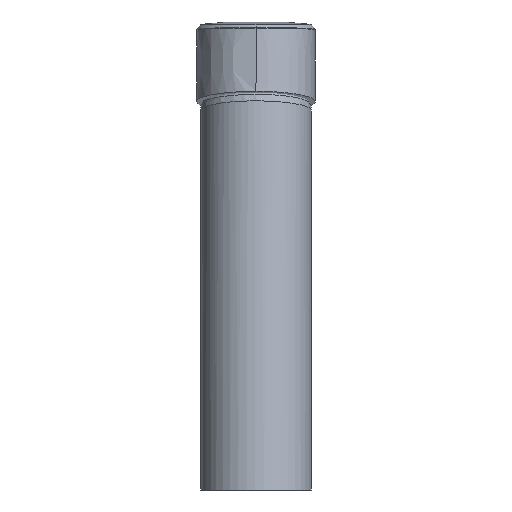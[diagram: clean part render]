
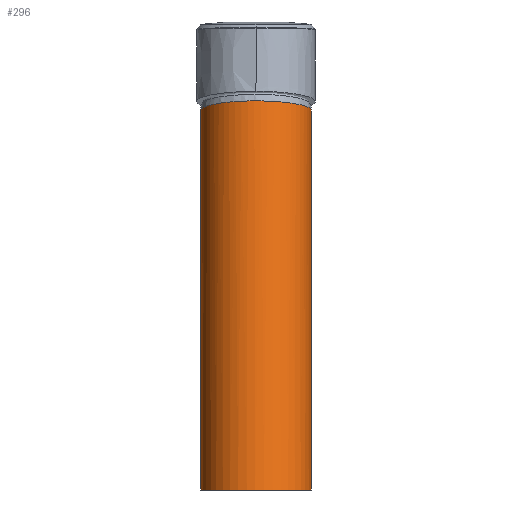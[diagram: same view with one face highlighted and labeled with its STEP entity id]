
A CAD part, left-side view. The second image highlights one B-rep face of the part: STEP entity #296.
In plain terms, the highlighted cylindrical face has radius 22.5 mm (diameter 45 mm), a full revolution.
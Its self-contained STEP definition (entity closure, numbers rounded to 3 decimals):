
#19=ELLIPSE('',#347,22.847,22.5);
#58=CYLINDRICAL_SURFACE('',#346,22.5);
#110=ORIENTED_EDGE('',*,*,#150,.T.);
#111=ORIENTED_EDGE('',*,*,#151,.F.);
#112=ORIENTED_EDGE('',*,*,#152,.T.);
#150=EDGE_CURVE('',#175,#175,#205,.T.);
#151=EDGE_CURVE('',#176,#176,#206,.F.);
#152=EDGE_CURVE('',#177,#177,#19,.F.);
#175=VERTEX_POINT('',#1417);
#176=VERTEX_POINT('',#1484);
#177=VERTEX_POINT('',#1486);
#205=B_SPLINE_CURVE_WITH_KNOTS('',3,(#1398,#1399,#1400,#1401,#1402,#1403,
#1404,#1405,#1406,#1407,#1408,#1409,#1410,#1411,#1412,#1413,#1414,#1415,
#1416),.UNSPECIFIED.,.T.,.F.,(1,1,1,1,1,1,1,1,1,1,1,1,1,1,1,1,1,1,1,1,1,
1,1),(-0.188,-0.125,-0.063,0.,0.063,0.125,0.188,0.25,0.313,0.375,0.438,
0.5,0.563,0.625,0.688,0.75,0.813,0.875,0.938,1.,1.063,1.125,1.188),
 .UNSPECIFIED.);
#206=B_SPLINE_CURVE_WITH_KNOTS('',3,(#1418,#1419,#1420,#1421,#1422,#1423,
#1424,#1425,#1426,#1427,#1428,#1429,#1430,#1431,#1432,#1433,#1434,#1435,
#1436,#1437,#1438,#1439,#1440,#1441,#1442,#1443,#1444,#1445,#1446,#1447,
#1448,#1449,#1450,#1451,#1452,#1453,#1454,#1455,#1456,#1457,#1458,#1459,
#1460,#1461,#1462,#1463,#1464,#1465,#1466,#1467,#1468,#1469,#1470,#1471,
#1472,#1473,#1474,#1475,#1476,#1477,#1478,#1479,#1480,#1481,#1482,#1483),
 .UNSPECIFIED.,.T.,.F.,(1,1,1,1,1,1,1,1,1,1,1,1,1,1,1,1,1,1,1,1,1,1,1,1,
1,1,1,1,1,1,1,1,1,1,1,1,1,1,1,1,1,1,1,1,1,1,1,1,1,1,1,1,1,1,1,1,1,1,1,1,
1,1,1,1,1,1,1,1,1,1),(-0.047,-0.032,-0.016,
0.,0.016,0.031,0.046,0.061,
0.077,0.092,0.107,0.123,
0.138,0.169,0.184,0.2,
0.215,0.223,0.23,0.246,
0.261,0.276,0.292,0.307,
0.322,0.338,0.345,0.353,
0.369,0.384,0.399,0.415,
0.445,0.476,0.507,0.517,0.545,
0.56,0.574,0.606,0.621,
0.636,0.651,0.666,0.682,
0.697,0.712,0.727,0.757,
0.772,0.78,0.787,0.802,
0.81,0.817,0.832,0.848,0.863,
0.878,0.893,0.908,0.923,
0.938,0.953,0.968,0.984,
1.,1.016,1.031,1.046),.UNSPECIFIED.);
#227=EDGE_LOOP('',(#110));
#228=EDGE_LOOP('',(#111));
#229=EDGE_LOOP('',(#112));
#259=FACE_BOUND('',#227,.T.);
#260=FACE_BOUND('',#228,.T.);
#261=FACE_BOUND('',#229,.T.);
#296=ADVANCED_FACE('',(#259,#260,#261),#58,.T.);
#346=AXIS2_PLACEMENT_3D('',#1397,#374,#375);
#347=AXIS2_PLACEMENT_3D('',#1485,#376,#377);
#374=DIRECTION('',(0.174,0.,0.985));
#375=DIRECTION('',(0.985,0.,-0.174));
#376=DIRECTION('',(0.,0.,-1.));
#377=DIRECTION('',(1.,0.,0.));
#1397=CARTESIAN_POINT('',(11.223,0.,63.648));
#1398=CARTESIAN_POINT('',(48.166,8.835,150.339));
#1399=CARTESIAN_POINT('',(49.897,0.,150.034));
#1400=CARTESIAN_POINT('',(48.166,-8.835,150.339));
#1401=CARTESIAN_POINT('',(43.238,-16.324,151.208));
#1402=CARTESIAN_POINT('',(35.862,-21.329,152.508));
#1403=CARTESIAN_POINT('',(27.162,-23.086,154.043));
#1404=CARTESIAN_POINT('',(18.461,-21.329,155.577));
#1405=CARTESIAN_POINT('',(11.086,-16.324,156.877));
#1406=CARTESIAN_POINT('',(6.157,-8.835,157.746));
#1407=CARTESIAN_POINT('',(4.427,0.,158.051));
#1408=CARTESIAN_POINT('',(6.157,8.835,157.746));
#1409=CARTESIAN_POINT('',(11.086,16.324,156.877));
#1410=CARTESIAN_POINT('',(18.461,21.329,155.577));
#1411=CARTESIAN_POINT('',(27.162,23.086,154.043));
#1412=CARTESIAN_POINT('',(35.862,21.329,152.508));
#1413=CARTESIAN_POINT('',(43.238,16.324,151.208));
#1414=CARTESIAN_POINT('',(48.166,8.835,150.339));
#1415=CARTESIAN_POINT('',(49.897,0.,150.034));
#1416=CARTESIAN_POINT('',(48.166,-8.835,150.339));
#1417=CARTESIAN_POINT('',(49.32,0.,150.135));
#1418=CARTESIAN_POINT('',(47.352,-3.984,140.858));
#1419=CARTESIAN_POINT('',(47.666,-2.093,141.155));
#1420=CARTESIAN_POINT('',(47.783,-0.137,141.265));
#1421=CARTESIAN_POINT('',(47.7,1.742,141.187));
#1422=CARTESIAN_POINT('',(47.426,3.61,140.928));
#1423=CARTESIAN_POINT('',(47.002,5.319,140.522));
#1424=CARTESIAN_POINT('',(46.398,7.036,139.93));
#1425=CARTESIAN_POINT('',(45.72,8.519,139.248));
#1426=CARTESIAN_POINT('',(44.907,9.965,138.398));
#1427=CARTESIAN_POINT('',(44.078,11.196,137.496));
#1428=CARTESIAN_POINT('',(42.871,12.738,136.114));
#1429=CARTESIAN_POINT('',(41.656,13.989,134.605));
#1430=CARTESIAN_POINT('',(40.404,15.064,132.843));
#1431=CARTESIAN_POINT('',(39.536,15.724,131.495));
#1432=CARTESIAN_POINT('',(38.801,16.217,130.21));
#1433=CARTESIAN_POINT('',(38.272,16.535,129.168));
#1434=CARTESIAN_POINT('',(37.787,16.806,128.134));
#1435=CARTESIAN_POINT('',(37.175,17.101,126.613));
#1436=CARTESIAN_POINT('',(36.639,17.289,124.862));
#1437=CARTESIAN_POINT('',(36.226,17.343,122.9));
#1438=CARTESIAN_POINT('',(36.024,17.228,120.952));
#1439=CARTESIAN_POINT('',(36.009,16.958,119.038));
#1440=CARTESIAN_POINT('',(36.181,16.505,117.097));
#1441=CARTESIAN_POINT('',(36.437,16.022,115.646));
#1442=CARTESIAN_POINT('',(36.702,15.553,114.501));
#1443=CARTESIAN_POINT('',(37.013,15.012,113.355));
#1444=CARTESIAN_POINT('',(37.414,14.311,112.114));
#1445=CARTESIAN_POINT('',(37.978,13.268,110.638));
#1446=CARTESIAN_POINT('',(38.529,12.155,109.371));
#1447=CARTESIAN_POINT('',(39.281,10.462,107.802));
#1448=CARTESIAN_POINT('',(40.136,8.089,106.215));
#1449=CARTESIAN_POINT('',(40.915,4.79,104.893));
#1450=CARTESIAN_POINT('',(41.211,2.042,104.415));
#1451=CARTESIAN_POINT('',(41.273,-0.693,104.316));
#1452=CARTESIAN_POINT('',(41.15,-2.778,104.51));
#1453=CARTESIAN_POINT('',(40.829,-4.957,105.04));
#1454=CARTESIAN_POINT('',(40.364,-7.194,105.828));
#1455=CARTESIAN_POINT('',(39.748,-9.206,106.918));
#1456=CARTESIAN_POINT('',(39.024,-11.048,108.333));
#1457=CARTESIAN_POINT('',(38.479,-12.261,109.481));
#1458=CARTESIAN_POINT('',(37.915,-13.387,110.794));
#1459=CARTESIAN_POINT('',(37.399,-14.337,112.157));
#1460=CARTESIAN_POINT('',(36.892,-15.224,113.747));
#1461=CARTESIAN_POINT('',(36.494,-15.916,115.328));
#1462=CARTESIAN_POINT('',(36.174,-16.522,117.158));
#1463=CARTESIAN_POINT('',(35.96,-17.082,119.566));
#1464=CARTESIAN_POINT('',(36.091,-17.353,122.202));
#1465=CARTESIAN_POINT('',(36.528,-17.307,124.358));
#1466=CARTESIAN_POINT('',(36.86,-17.21,125.58));
#1467=CARTESIAN_POINT('',(37.262,-17.058,126.822));
#1468=CARTESIAN_POINT('',(37.687,-16.857,127.898));
#1469=CARTESIAN_POINT('',(38.183,-16.587,128.985));
#1470=CARTESIAN_POINT('',(38.733,-16.26,130.082));
#1471=CARTESIAN_POINT('',(39.387,-15.829,131.248));
#1472=CARTESIAN_POINT('',(40.289,-15.157,132.672));
#1473=CARTESIAN_POINT('',(41.173,-14.411,133.933));
#1474=CARTESIAN_POINT('',(42.092,-13.537,135.142));
#1475=CARTESIAN_POINT('',(42.998,-12.556,136.253));
#1476=CARTESIAN_POINT('',(43.862,-11.488,137.254));
#1477=CARTESIAN_POINT('',(44.735,-10.234,138.215));
#1478=CARTESIAN_POINT('',(45.503,-8.933,139.024));
#1479=CARTESIAN_POINT('',(46.243,-7.402,139.777));
#1480=CARTESIAN_POINT('',(46.84,-5.834,140.365));
#1481=CARTESIAN_POINT('',(47.352,-3.984,140.858));
#1482=CARTESIAN_POINT('',(47.666,-2.093,141.155));
#1483=CARTESIAN_POINT('',(47.783,-0.137,141.265));
#1484=CARTESIAN_POINT('',(47.633,-2.079,141.124));
#1485=CARTESIAN_POINT('',(0.,0.,0.));
#1486=CARTESIAN_POINT('',(22.847,0.,0.));
